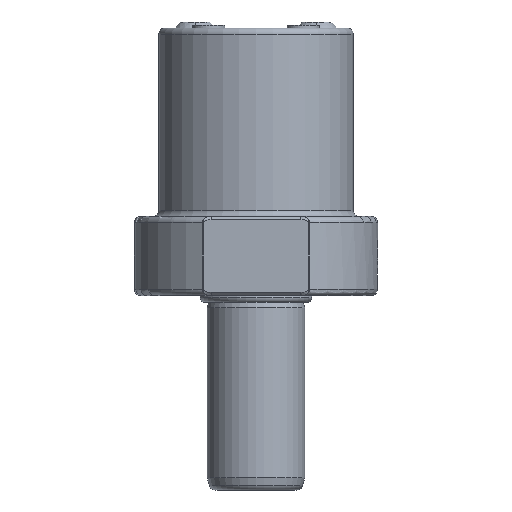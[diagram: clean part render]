
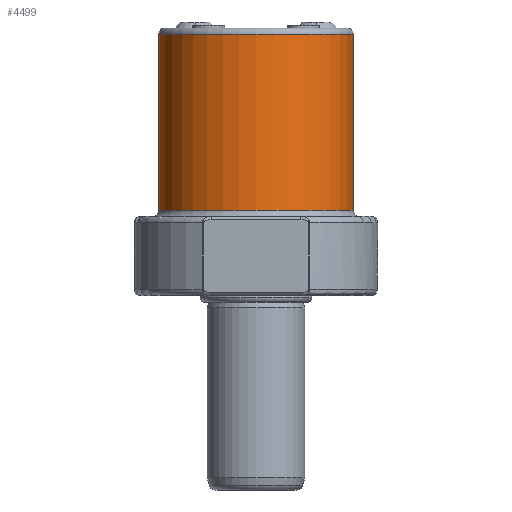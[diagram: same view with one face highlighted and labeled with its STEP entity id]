
A CAD part, front view. The second image highlights one B-rep face of the part: STEP entity #4499.
In plain terms, the highlighted cylindrical face has radius 16 mm (diameter 32 mm), a partial arc.
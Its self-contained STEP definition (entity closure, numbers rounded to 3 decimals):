
#463 = ORIENTED_EDGE ( 'NONE', *, *, #10230, .T. ) ;
#673 = VERTEX_POINT ( 'NONE', #9969 ) ;
#769 = AXIS2_PLACEMENT_3D ( 'NONE', #3714, #1272, #4446 ) ;
#795 = FACE_OUTER_BOUND ( 'NONE', #5446, .T. ) ;
#861 = CIRCLE ( 'NONE', #769, 16. ) ;
#1272 = DIRECTION ( 'NONE',  ( 0., 0., 1. ) ) ;
#1683 = VECTOR ( 'NONE', #6047, 1000. ) ;
#1802 = CARTESIAN_POINT ( 'NONE',  ( -55.666, 13.111, 16.374 ) ) ;
#2041 = DIRECTION ( 'NONE',  ( 0., 0., 1. ) ) ;
#2155 = DIRECTION ( 'NONE',  ( 1., 0., 0. ) ) ;
#2264 = AXIS2_PLACEMENT_3D ( 'NONE', #6886, #2041, #2155 ) ;
#3714 = CARTESIAN_POINT ( 'NONE',  ( -39.666, 13.111, 16.374 ) ) ;
#3931 = CIRCLE ( 'NONE', #7197, 16. ) ;
#4042 = VECTOR ( 'NONE', #7499, 1000. ) ;
#4242 = VERTEX_POINT ( 'NONE', #5537 ) ;
#4446 = DIRECTION ( 'NONE',  ( 1., 0., 0. ) ) ;
#4499 = ADVANCED_FACE ( 'NONE', ( #795 ), #5714, .T. ) ;
#4516 = ORIENTED_EDGE ( 'NONE', *, *, #6692, .T. ) ;
#4664 = VERTEX_POINT ( 'NONE', #5538 ) ;
#5173 = CARTESIAN_POINT ( 'NONE',  ( -55.666, 13.111, 15.374 ) ) ;
#5446 = EDGE_LOOP ( 'NONE', ( #7381, #8516, #463, #4516 ) ) ;
#5537 = CARTESIAN_POINT ( 'NONE',  ( -23.666, 13.111, 45.374 ) ) ;
#5538 = CARTESIAN_POINT ( 'NONE',  ( -55.666, 13.111, 45.374 ) ) ;
#5714 = CYLINDRICAL_SURFACE ( 'NONE', #2264, 16. ) ;
#6047 = DIRECTION ( 'NONE',  ( 0., 0., 1. ) ) ;
#6224 = CARTESIAN_POINT ( 'NONE',  ( -39.666, 13.111, 45.374 ) ) ;
#6225 = LINE ( 'NONE', #8480, #1683 ) ;
#6692 = EDGE_CURVE ( 'NONE', #4242, #4664, #3931, .T. ) ;
#6805 = LINE ( 'NONE', #5173, #4042 ) ;
#6886 = CARTESIAN_POINT ( 'NONE',  ( -39.666, 13.111, 15.374 ) ) ;
#7197 = AXIS2_PLACEMENT_3D ( 'NONE', #6224, #9526, #10196 ) ;
#7271 = VERTEX_POINT ( 'NONE', #1802 ) ;
#7339 = EDGE_CURVE ( 'NONE', #7271, #4664, #6805, .T. ) ;
#7381 = ORIENTED_EDGE ( 'NONE', *, *, #7339, .F. ) ;
#7499 = DIRECTION ( 'NONE',  ( 0., 0., 1. ) ) ;
#7674 = EDGE_CURVE ( 'NONE', #7271, #673, #861, .T. ) ;
#8480 = CARTESIAN_POINT ( 'NONE',  ( -23.666, 13.111, 15.374 ) ) ;
#8516 = ORIENTED_EDGE ( 'NONE', *, *, #7674, .T. ) ;
#9526 = DIRECTION ( 'NONE',  ( 0., 0., -1. ) ) ;
#9969 = CARTESIAN_POINT ( 'NONE',  ( -23.666, 13.111, 16.374 ) ) ;
#10196 = DIRECTION ( 'NONE',  ( 1., 0., 0. ) ) ;
#10230 = EDGE_CURVE ( 'NONE', #673, #4242, #6225, .T. ) ;
